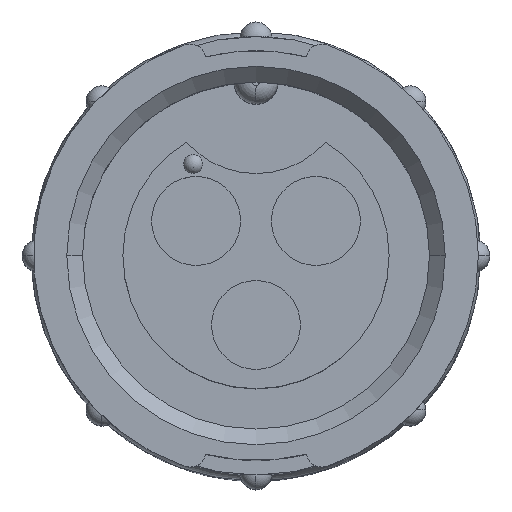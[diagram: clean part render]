
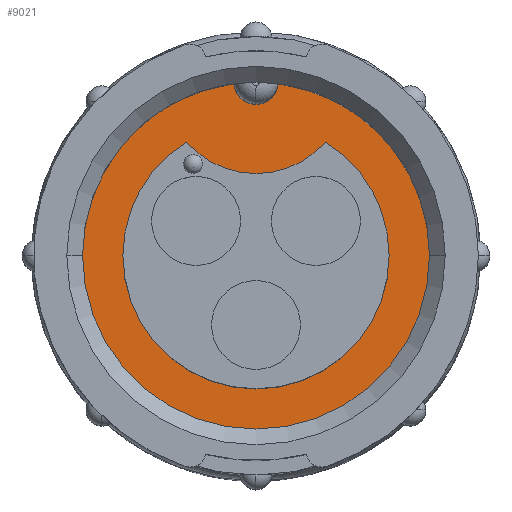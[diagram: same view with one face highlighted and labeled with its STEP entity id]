
A CAD part, top view. The second image highlights one B-rep face of the part: STEP entity #9021.
In plain terms, the highlighted planar face has unit normal (0, 0, 1).
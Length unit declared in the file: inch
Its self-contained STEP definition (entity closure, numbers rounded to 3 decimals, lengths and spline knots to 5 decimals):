
#106 = CARTESIAN_POINT ( 'NONE',  ( -0.275, 0., -0.33 ) ) ;
#362 = VERTEX_POINT ( 'NONE', #7773 ) ;
#385 = ORIENTED_EDGE ( 'NONE', *, *, #7477, .T. ) ;
#434 = DIRECTION ( 'NONE',  ( 0., 0., 1. ) ) ;
#538 = VERTEX_POINT ( 'NONE', #4229 ) ;
#638 = AXIS2_PLACEMENT_3D ( 'NONE', #1849, #6325, #1073 ) ;
#656 = DIRECTION ( 'NONE',  ( 0., 0., 1. ) ) ;
#665 = EDGE_CURVE ( 'NONE', #1529, #2885, #1603, .T. ) ;
#976 = CIRCLE ( 'NONE', #9480, 0.211 ) ;
#1018 = AXIS2_PLACEMENT_3D ( 'NONE', #4928, #434, #5679 ) ;
#1073 = DIRECTION ( 'NONE',  ( 1., 0., 0. ) ) ;
#1101 = DIRECTION ( 'NONE',  ( 0., 0., -1. ) ) ;
#1304 = EDGE_CURVE ( 'NONE', #8520, #9247, #976, .T. ) ;
#1357 = EDGE_CURVE ( 'NONE', #2885, #362, #8472, .T. ) ;
#1447 = VERTEX_POINT ( 'NONE', #1749 ) ;
#1487 = CARTESIAN_POINT ( 'NONE',  ( 0., 0., -0.33 ) ) ;
#1529 = VERTEX_POINT ( 'NONE', #106 ) ;
#1538 = AXIS2_PLACEMENT_3D ( 'NONE', #2665, #7890, #3403 ) ;
#1583 = AXIS2_PLACEMENT_3D ( 'NONE', #1670, #6897, #2425 ) ;
#1603 = CIRCLE ( 'NONE', #638, 0.275 ) ;
#1618 = PLANE ( 'NONE',  #6048 ) ;
#1670 = CARTESIAN_POINT ( 'NONE',  ( 0., 0., -0.33 ) ) ;
#1749 = CARTESIAN_POINT ( 'NONE',  ( -0.03493, 0.27277, -0.33 ) ) ;
#1784 = AXIS2_PLACEMENT_3D ( 'NONE', #1487, #4266, #6592 ) ;
#1849 = CARTESIAN_POINT ( 'NONE',  ( 0., 0., -0.33 ) ) ;
#1881 = EDGE_CURVE ( 'NONE', #9247, #538, #5805, .T. ) ;
#1898 = ORIENTED_EDGE ( 'NONE', *, *, #6927, .T. ) ;
#2150 = EDGE_CURVE ( 'NONE', #6931, #8520, #3116, .T. ) ;
#2368 = DIRECTION ( 'NONE',  ( 0., 0., 1. ) ) ;
#2425 = DIRECTION ( 'NONE',  ( -1., 0., 0. ) ) ;
#2479 = ORIENTED_EDGE ( 'NONE', *, *, #7876, .T. ) ;
#2665 = CARTESIAN_POINT ( 'NONE',  ( 0., 0.275, -0.33 ) ) ;
#2785 = CIRCLE ( 'NONE', #1538, 0.035 ) ;
#2885 = VERTEX_POINT ( 'NONE', #8006 ) ;
#3116 = CIRCLE ( 'NONE', #5539, 0.211 ) ;
#3403 = DIRECTION ( 'NONE',  ( -1., 0., 0. ) ) ;
#3688 = CARTESIAN_POINT ( 'NONE',  ( -0.11, 0.18006, -0.33 ) ) ;
#3702 = ORIENTED_EDGE ( 'NONE', *, *, #1881, .T. ) ;
#3909 = CARTESIAN_POINT ( 'NONE',  ( 0., 0., -0.33 ) ) ;
#4229 = CARTESIAN_POINT ( 'NONE',  ( 0.11, 0.18006, -0.33 ) ) ;
#4266 = DIRECTION ( 'NONE',  ( 0., 0., 1. ) ) ;
#4476 = ORIENTED_EDGE ( 'NONE', *, *, #665, .T. ) ;
#4501 = EDGE_LOOP ( 'NONE', ( #385, #4476, #4564, #1898 ) ) ;
#4564 = ORIENTED_EDGE ( 'NONE', *, *, #1357, .T. ) ;
#4579 = CARTESIAN_POINT ( 'NONE',  ( -0.211, 0., -0.33 ) ) ;
#4586 = ORIENTED_EDGE ( 'NONE', *, *, #2150, .T. ) ;
#4654 = FACE_OUTER_BOUND ( 'NONE', #4501, .T. ) ;
#4667 = DIRECTION ( 'NONE',  ( -1., 0., 0. ) ) ;
#4928 = CARTESIAN_POINT ( 'NONE',  ( 0., 0.27589, -0.33 ) ) ;
#5149 = CARTESIAN_POINT ( 'NONE',  ( 0., 0., -0.33 ) ) ;
#5539 = AXIS2_PLACEMENT_3D ( 'NONE', #3909, #9128, #4667 ) ;
#5632 = CARTESIAN_POINT ( 'NONE',  ( 0.211, 0., -0.33 ) ) ;
#5679 = DIRECTION ( 'NONE',  ( -1., 0., 0. ) ) ;
#5805 = CIRCLE ( 'NONE', #1018, 0.14589 ) ;
#5914 = DIRECTION ( 'NONE',  ( 1., 0., 0. ) ) ;
#6048 = AXIS2_PLACEMENT_3D ( 'NONE', #6076, #2368, #7595 ) ;
#6076 = CARTESIAN_POINT ( 'NONE',  ( 0., 0., -0.33 ) ) ;
#6325 = DIRECTION ( 'NONE',  ( 0., 0., 1. ) ) ;
#6341 = ORIENTED_EDGE ( 'NONE', *, *, #1304, .T. ) ;
#6352 = CARTESIAN_POINT ( 'NONE',  ( 0., 0., -0.33 ) ) ;
#6592 = DIRECTION ( 'NONE',  ( 1., 0., 0. ) ) ;
#6637 = FACE_BOUND ( 'NONE', #7798, .T. ) ;
#6747 = CIRCLE ( 'NONE', #1583, 0.211 ) ;
#6869 = AXIS2_PLACEMENT_3D ( 'NONE', #5149, #656, #5914 ) ;
#6874 = CIRCLE ( 'NONE', #6869, 0.275 ) ;
#6897 = DIRECTION ( 'NONE',  ( 0., 0., -1. ) ) ;
#6927 = EDGE_CURVE ( 'NONE', #362, #1447, #2785, .T. ) ;
#6931 = VERTEX_POINT ( 'NONE', #5632 ) ;
#7477 = EDGE_CURVE ( 'NONE', #1447, #1529, #6874, .T. ) ;
#7595 = DIRECTION ( 'NONE',  ( 1., 0., 0. ) ) ;
#7773 = CARTESIAN_POINT ( 'NONE',  ( 0.03493, 0.27277, -0.33 ) ) ;
#7798 = EDGE_LOOP ( 'NONE', ( #3702, #2479, #4586, #6341 ) ) ;
#7876 = EDGE_CURVE ( 'NONE', #538, #6931, #6747, .T. ) ;
#7886 = DIRECTION ( 'NONE',  ( -1., 0., 0. ) ) ;
#7890 = DIRECTION ( 'NONE',  ( 0., 0., -1. ) ) ;
#8006 = CARTESIAN_POINT ( 'NONE',  ( 0.275, 0., -0.33 ) ) ;
#8472 = CIRCLE ( 'NONE', #1784, 0.275 ) ;
#8520 = VERTEX_POINT ( 'NONE', #4579 ) ;
#9021 = ADVANCED_FACE ( 'NONE', ( #4654, #6637 ), #1618, .T. ) ;
#9128 = DIRECTION ( 'NONE',  ( 0., 0., -1. ) ) ;
#9247 = VERTEX_POINT ( 'NONE', #3688 ) ;
#9480 = AXIS2_PLACEMENT_3D ( 'NONE', #6352, #1101, #7886 ) ;
